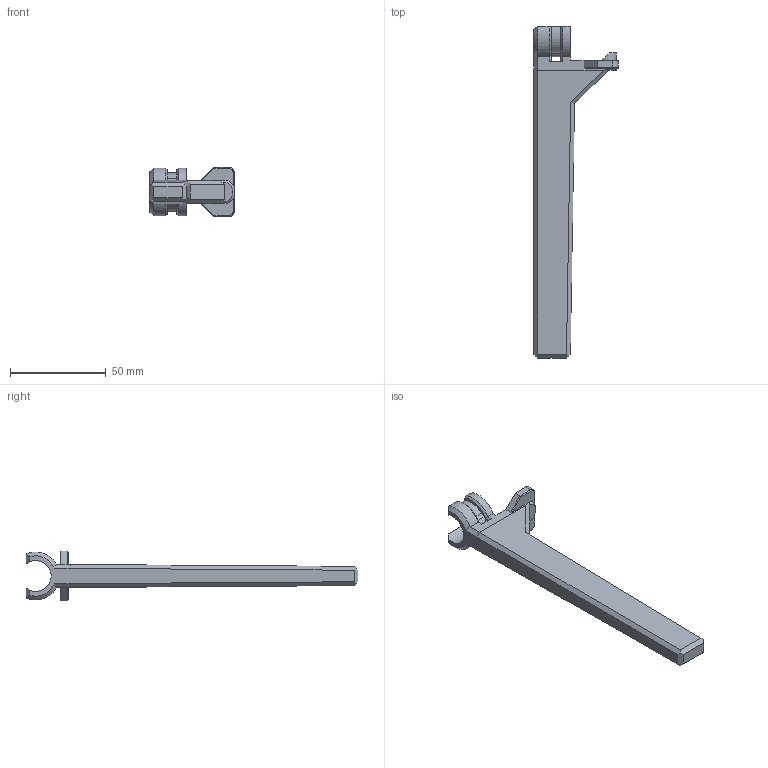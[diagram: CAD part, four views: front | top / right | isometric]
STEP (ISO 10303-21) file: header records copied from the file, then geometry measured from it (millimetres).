
FILE_DESCRIPTION(/* description */ (''),/* implementation_level */ '2;1');
FILE_NAME(/* name */ 'simple_leg v2.step',/* time_stamp */ '2021-11-03T15:10:35+01:00',/* author */ (''),/* organization */ (''),/* preprocessor_version */ 'ST-DEVELOPER v18.1',/* originating_system */ 'Autodesk Translation Framework v10.10.0.1391',/* authorisation */ '');
FILE_SCHEMA (('AUTOMOTIVE_DESIGN { 1 0 10303 214 3 1 1 }'));
Length unit declared in the file: millimetre
Products named in the file (2): simple_leg; ClickLeg
Assembly tree (1 placements, depth 2):
  simple_leg
    ClickLeg
Bounding box: 44 x 173 x 26 mm (x, y, z)
Volume: 40603.8 mm3; surface area: 12800.9 mm2
Topology: 1 solids, 1 shells, 83 faces, 230 edges, 148 vertices
Faces by surface type: plane 59, cylinder 14, cone 10
Entity records: 2668 total; most frequent: CARTESIAN_POINT 511, ORIENTED_EDGE 460, DIRECTION 424, EDGE_CURVE 230, LINE 164, VECTOR 164, VERTEX_POINT 148, AXIS2_PLACEMENT_3D 130
